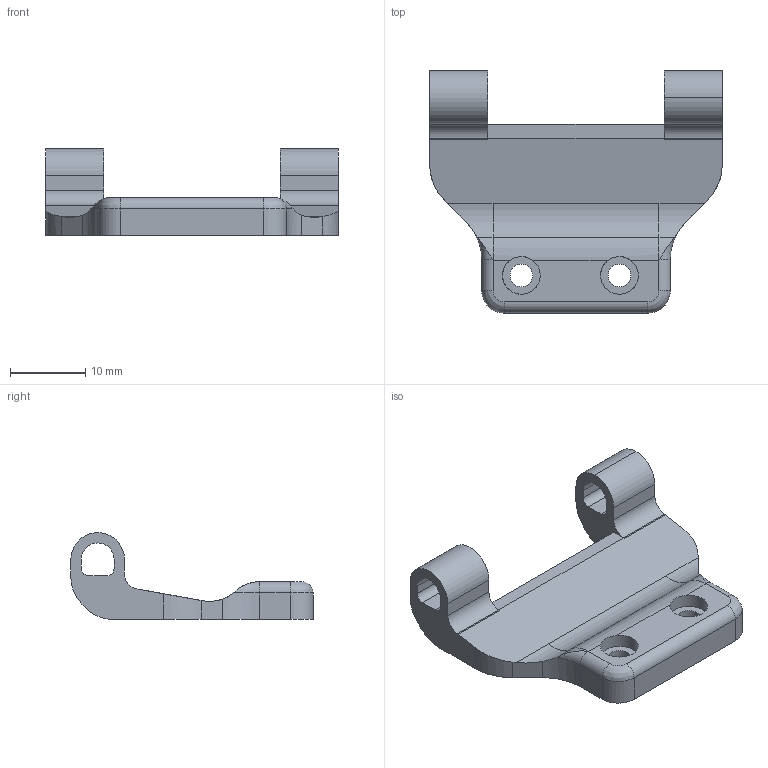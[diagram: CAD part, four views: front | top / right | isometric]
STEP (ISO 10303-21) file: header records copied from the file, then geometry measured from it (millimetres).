
FILE_DESCRIPTION(/* description */ (''),/* implementation_level */ '2;1');
FILE_NAME(/* name */ 'C920 Top Front Mount.step',/* time_stamp */ '2019-06-28T22:12:34-04:00',/* author */ (''),/* organization */ (''),/* preprocessor_version */ 'ST-DEVELOPER v18',/* originating_system */ 'Autodesk Translation Framework v8.2.0.1029',/* authorisation */ '');
FILE_SCHEMA (('AUTOMOTIVE_DESIGN { 1 0 10303 214 3 1 1 }'));
Length unit declared in the file: millimetre
Products named in the file (1): initial c920 mount
Bounding box: 38.8 x 32.1 x 11.5 mm (x, y, z)
Volume: 3615.9 mm3; surface area: 2916.8 mm2
Topology: 1 solids, 1 shells, 69 faces, 189 edges, 122 vertices
Faces by surface type: cylinder 34, plane 31, torus 2, bspline 2
Full cylindrical faces by diameter (mm): 3 x2, 5 x2
Entity records: 2286 total; most frequent: CARTESIAN_POINT 453, DIRECTION 381, ORIENTED_EDGE 378, EDGE_CURVE 189, AXIS2_PLACEMENT_3D 134, VERTEX_POINT 122, LINE 113, VECTOR 113
